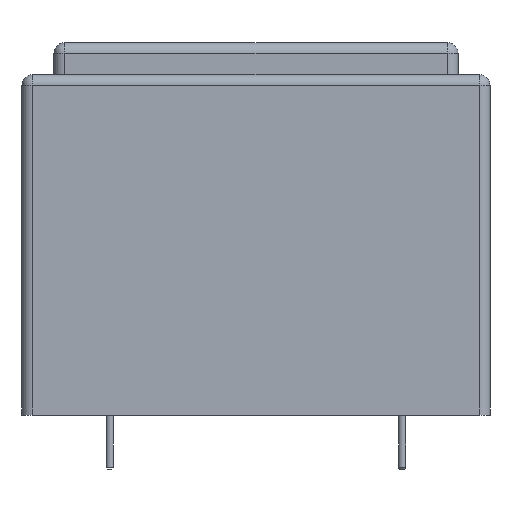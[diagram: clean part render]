
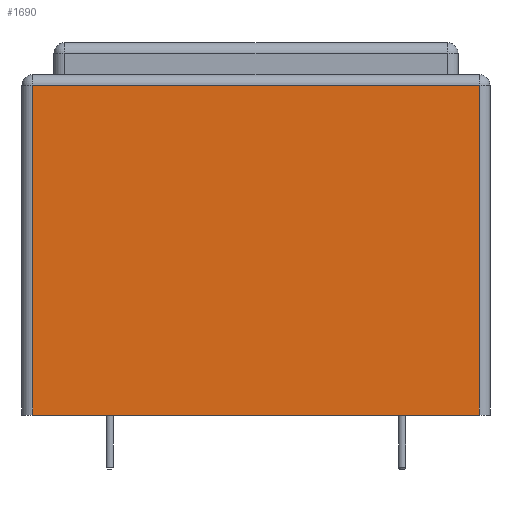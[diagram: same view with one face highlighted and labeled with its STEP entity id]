
A CAD part, left-side view. The second image highlights one B-rep face of the part: STEP entity #1690.
In plain terms, the highlighted planar face has unit normal (-1, 0, 0).
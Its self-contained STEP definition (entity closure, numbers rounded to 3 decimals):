
#1421 = VERTEX_POINT('',#1422);
#1422 = CARTESIAN_POINT('',(-14.5,-7.25,31.1));
#1431 = VERTEX_POINT('',#1432);
#1432 = CARTESIAN_POINT('',(-14.5,34.75,31.1));
#1439 = EDGE_CURVE('',#1421,#1431,#1440,.T.);
#1440 = LINE('',#1441,#1442);
#1441 = CARTESIAN_POINT('',(-14.5,-7.25,31.1));
#1442 = VECTOR('',#1443,1.);
#1443 = DIRECTION('',(0.,1.,0.));
#1690 = ADVANCED_FACE('',(#1691),#1716,.T.);
#1691 = FACE_BOUND('',#1692,.T.);
#1692 = EDGE_LOOP('',(#1693,#1701,#1702,#1710));
#1693 = ORIENTED_EDGE('',*,*,#1694,.T.);
#1694 = EDGE_CURVE('',#1695,#1421,#1697,.T.);
#1695 = VERTEX_POINT('',#1696);
#1696 = CARTESIAN_POINT('',(-14.5,-7.25,0.1));
#1697 = LINE('',#1698,#1699);
#1698 = CARTESIAN_POINT('',(-14.5,-7.25,0.1));
#1699 = VECTOR('',#1700,1.);
#1700 = DIRECTION('',(0.,0.,1.));
#1701 = ORIENTED_EDGE('',*,*,#1439,.T.);
#1702 = ORIENTED_EDGE('',*,*,#1703,.F.);
#1703 = EDGE_CURVE('',#1704,#1431,#1706,.T.);
#1704 = VERTEX_POINT('',#1705);
#1705 = CARTESIAN_POINT('',(-14.5,34.75,0.1));
#1706 = LINE('',#1707,#1708);
#1707 = CARTESIAN_POINT('',(-14.5,34.75,0.1));
#1708 = VECTOR('',#1709,1.);
#1709 = DIRECTION('',(0.,0.,1.));
#1710 = ORIENTED_EDGE('',*,*,#1711,.F.);
#1711 = EDGE_CURVE('',#1695,#1704,#1712,.T.);
#1712 = LINE('',#1713,#1714);
#1713 = CARTESIAN_POINT('',(-14.5,-8.25,0.1));
#1714 = VECTOR('',#1715,1.);
#1715 = DIRECTION('',(0.,1.,0.));
#1716 = PLANE('',#1717);
#1717 = AXIS2_PLACEMENT_3D('',#1718,#1719,#1720);
#1718 = CARTESIAN_POINT('',(-14.5,-8.25,0.1));
#1719 = DIRECTION('',(-1.,0.,0.));
#1720 = DIRECTION('',(0.,1.,0.));
